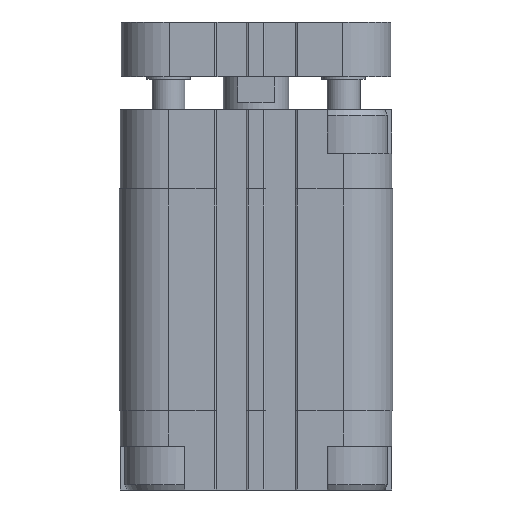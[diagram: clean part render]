
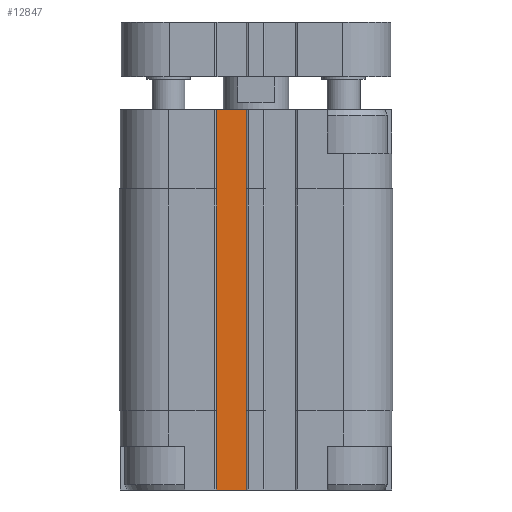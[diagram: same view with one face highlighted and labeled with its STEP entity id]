
A CAD part, front view. The second image highlights one B-rep face of the part: STEP entity #12847.
In plain terms, the highlighted face is planar.
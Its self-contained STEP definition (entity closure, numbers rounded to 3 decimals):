
#79=LINE('',#19334,#1259);
#357=LINE('',#20200,#1537);
#358=LINE('',#20202,#1538);
#359=LINE('',#20204,#1539);
#1259=VECTOR('',#14991,1000.);
#1537=VECTOR('',#15749,1000.);
#1538=VECTOR('',#15752,1000.);
#1539=VECTOR('',#15753,1000.);
#2464=PLANE('',#13807);
#4022=ORIENTED_EDGE('',*,*,#7275,.F.);
#4023=ORIENTED_EDGE('',*,*,#7700,.F.);
#4024=ORIENTED_EDGE('',*,*,#7701,.T.);
#4025=ORIENTED_EDGE('',*,*,#7702,.T.);
#7275=EDGE_CURVE('',#9188,#9189,#79,.T.);
#7700=EDGE_CURVE('',#9536,#9188,#357,.T.);
#7701=EDGE_CURVE('',#9536,#9537,#358,.T.);
#7702=EDGE_CURVE('',#9537,#9189,#359,.T.);
#9188=VERTEX_POINT('',#19333);
#9189=VERTEX_POINT('',#19335);
#9536=VERTEX_POINT('',#20199);
#9537=VERTEX_POINT('',#20203);
#11009=EDGE_LOOP('',(#4022,#4023,#4024,#4025));
#11911=FACE_BOUND('',#11009,.T.);
#12847=ADVANCED_FACE('',(#11911),#2464,.T.);
#13807=AXIS2_PLACEMENT_3D('',#20201,#15750,#15751);
#14991=DIRECTION('',(-1.,0.,0.));
#15749=DIRECTION('',(0.,0.,1.));
#15750=DIRECTION('',(0.,1.,0.));
#15751=DIRECTION('',(0.,0.,1.));
#15752=DIRECTION('',(-1.,0.,0.));
#15753=DIRECTION('',(0.,0.,1.));
#19333=CARTESIAN_POINT('',(7.5,19.9,0.));
#19334=CARTESIAN_POINT('',(7.5,19.9,0.));
#19335=CARTESIAN_POINT('',(1.5,19.9,0.));
#20199=CARTESIAN_POINT('',(7.5,19.9,-69.5));
#20200=CARTESIAN_POINT('',(7.5,19.9,-14.5));
#20201=CARTESIAN_POINT('',(7.5,19.9,-14.5));
#20202=CARTESIAN_POINT('',(7.5,19.9,-69.5));
#20203=CARTESIAN_POINT('',(1.5,19.9,-69.5));
#20204=CARTESIAN_POINT('',(1.5,19.9,-14.5));
